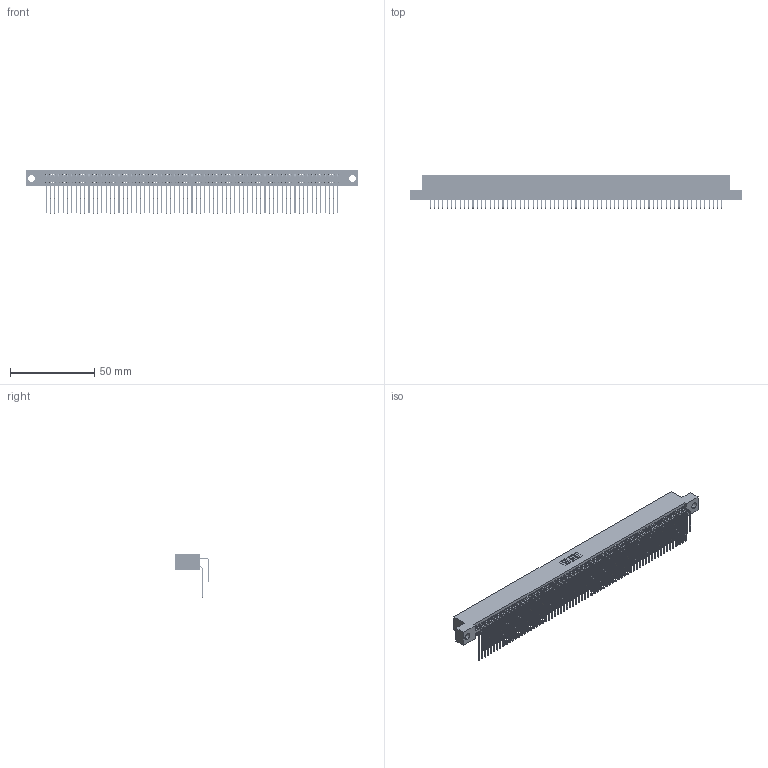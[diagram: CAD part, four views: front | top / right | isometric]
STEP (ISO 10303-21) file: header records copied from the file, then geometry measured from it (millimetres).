
FILE_DESCRIPTION (( 'STEP AP203' ), '1' );
FILE_NAME ('345-138-559-204.STEP', '2018-10-20T20:56:45', ( '' ), ( '' ), 'SwSTEP 2.0', 'SolidWorks 2016', '' );
FILE_SCHEMA (( 'CONFIG_CONTROL_DESIGN' ));
Length unit declared in the file: inch
Products named in the file (4): 345-292-001_558 559 Tail - 1; 345-292-001_559 Tail - 2; 345-138-559-204; 345 Part_Flush Mounting Lugs - 0.156 Dia-TH
Assembly tree (139 placements, depth 2):
  345-138-559-204
    345 Part_Flush Mounting Lugs - 0.156 Dia-TH
    345-292-001_558 559 Tail - 1  x69
    345-292-001_559 Tail - 2  x69
Bounding box: 196.47 x 20.56 x 25.53 mm (x, y, z)
Volume: 20044.1 mm3; surface area: 33710 mm2
Topology: 139 solids, 139 shells, 7302 faces, 21731 edges, 14302 vertices
Faces by surface type: plane 4910, cylinder 2392
Entity records: 52159 total; most frequent: CARTESIAN_POINT 8763, ORIENTED_EDGE 8646, DIRECTION 7667, EDGE_CURVE 4323, LINE 3875, VECTOR 3875, VERTEX_POINT 2878, AXIS2_PLACEMENT_3D 1896
